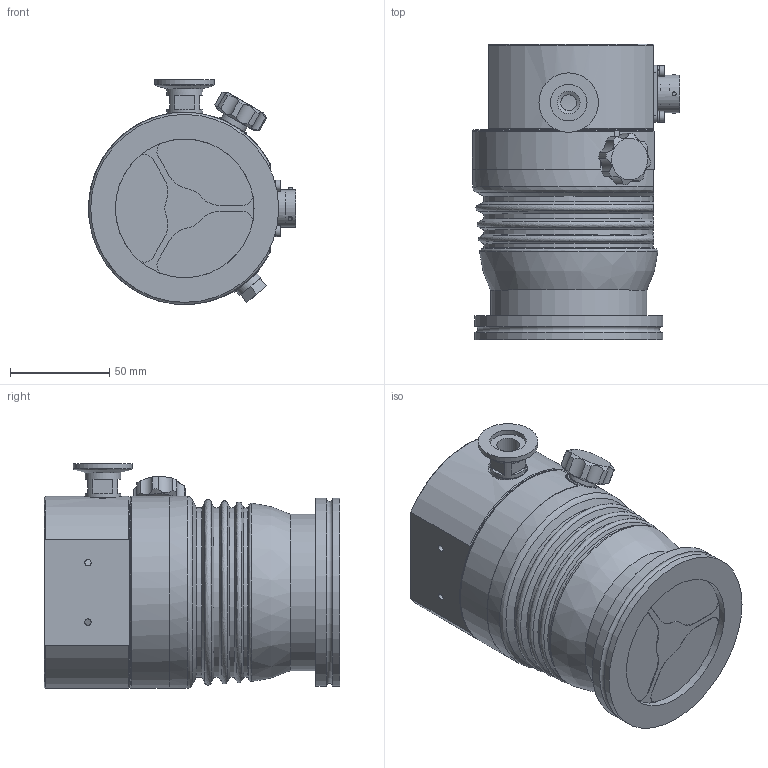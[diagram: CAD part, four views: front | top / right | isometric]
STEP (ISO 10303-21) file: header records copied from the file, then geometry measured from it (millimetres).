
FILE_DESCRIPTION((''),'2;1');
FILE_NAME('PM902166.stp','2010-03-19T09:03:17',('MARXMANKEL'),(''),'Autodesk Inventor 2009','Autodesk Inventor 2009','');
FILE_SCHEMA(('AUTOMOTIVE_DESIGN { 1 0 10303 214 1 1 1 1 }'));
Length unit declared in the file: millimetre
Products named in the file (1): PM902166
Bounding box: 104.49 x 149 x 113.46 mm (x, y, z)
Volume: 943802.3 mm3; surface area: 98555.3 mm2
Topology: 1 solids, 36 shells, 715 faces, 1697 edges, 1122 vertices
Faces by surface type: plane 301, cylinder 195, bspline 134, cone 58, torus 27
Full cylindrical faces by diameter (mm): 0.5 x1, 1 x21, 1.5 x1, 2 x10, 2.4 x6, 3 x4, 4 x12, 5.5 x4, 7 x8, 8 x1, 8.1 x2, 8.566 x1, 10 x2, 11 x1, 13 x1, 13.5 x1, 13.8 x2, 15.4 x2, 16 x2, 16.3 x1, 18 x2, 18.2 x1, 18.973 x1, 19.761 x1, 24.9 x1, 25 x1, 26.5 x1, 26.7 x1, 27.5 x1, 28.5 x1
Entity records: 23810 total; most frequent: CARTESIAN_POINT 9232, DIRECTION 2761, ORIENTED_EDGE 2548, EDGE_CURVE 1274, AXIS2_PLACEMENT_3D 1136, EDGE_LOOP 1114, VERTEX_POINT 958, FACE_OUTER_BOUND 715
